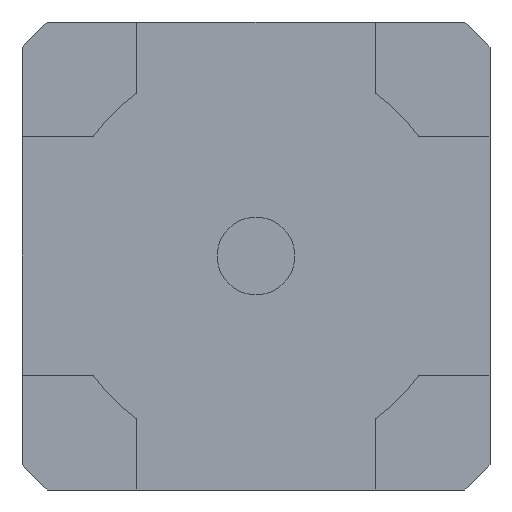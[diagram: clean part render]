
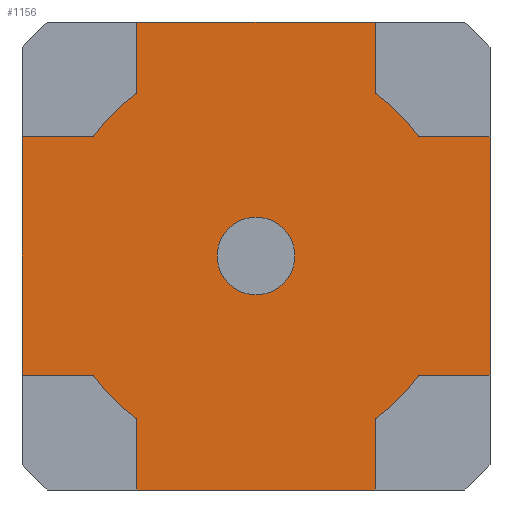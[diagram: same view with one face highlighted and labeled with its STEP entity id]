
A CAD part, left-side view. The second image highlights one B-rep face of the part: STEP entity #1156.
In plain terms, the highlighted planar face has unit normal (-1, 0, 0).
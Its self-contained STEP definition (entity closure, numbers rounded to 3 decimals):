
#111=DIRECTION('',(0.,-1.,0.));
#112=VECTOR('',#111,2.997);
#113=CARTESIAN_POINT('',(-5.613,1.499,2.946));
#114=LINE('',#113,#112);
#119=CARTESIAN_POINT('',(-5.613,0.,0.));
#120=DIRECTION('',(1.,0.,0.));
#121=DIRECTION('',(0.,0.807,0.59));
#122=AXIS2_PLACEMENT_3D('',#119,#120,#121);
#154=DIRECTION('',(0.,1.,0.));
#155=VECTOR('',#154,0.896);
#156=CARTESIAN_POINT('',(-5.613,2.051,1.499));
#157=LINE('',#156,#155);
#158=DIRECTION('',(0.,-1.,0.));
#159=VECTOR('',#158,0.896);
#160=CARTESIAN_POINT('',(-5.613,-2.051,1.499));
#161=LINE('',#160,#159);
#162=DIRECTION('',(0.,0.,-1.));
#163=VECTOR('',#162,0.896);
#164=CARTESIAN_POINT('',(-5.613,-1.499,-2.051));
#165=LINE('',#164,#163);
#166=DIRECTION('',(0.,1.,0.));
#167=VECTOR('',#166,0.896);
#168=CARTESIAN_POINT('',(-5.613,2.051,-1.499));
#169=LINE('',#168,#167);
#170=DIRECTION('',(0.,0.,1.));
#171=VECTOR('',#170,0.896);
#172=CARTESIAN_POINT('',(-5.613,1.499,2.051));
#173=LINE('',#172,#171);
#174=CARTESIAN_POINT('',(-5.613,0.,0.));
#175=DIRECTION('',(-1.,0.,0.));
#176=DIRECTION('',(0.,-1.,0.));
#177=AXIS2_PLACEMENT_3D('',#174,#175,#176);
#179=CARTESIAN_POINT('',(-5.613,0.,0.));
#180=DIRECTION('',(-1.,0.,0.));
#181=DIRECTION('',(0.,1.,0.));
#182=AXIS2_PLACEMENT_3D('',#179,#180,#181);
#188=DIRECTION('',(0.,0.,1.));
#189=VECTOR('',#188,0.896);
#190=CARTESIAN_POINT('',(-5.613,-1.499,2.051));
#191=LINE('',#190,#189);
#192=CARTESIAN_POINT('',(-5.613,0.,0.));
#193=DIRECTION('',(1.,0.,0.));
#194=DIRECTION('',(0.,-0.59,0.807));
#195=AXIS2_PLACEMENT_3D('',#192,#193,#194);
#239=DIRECTION('',(0.,0.,-1.));
#240=VECTOR('',#239,2.997);
#241=CARTESIAN_POINT('',(-5.613,-2.946,1.499));
#242=LINE('',#241,#240);
#263=DIRECTION('',(0.,1.,0.));
#264=VECTOR('',#263,2.997);
#265=CARTESIAN_POINT('',(-5.613,-1.499,-2.946));
#266=LINE('',#265,#264);
#271=CARTESIAN_POINT('',(-5.613,0.,0.));
#272=DIRECTION('',(-1.,0.,0.));
#273=DIRECTION('',(0.,-0.59,-0.807));
#274=AXIS2_PLACEMENT_3D('',#271,#272,#273);
#306=DIRECTION('',(0.,-1.,0.));
#307=VECTOR('',#306,0.896);
#308=CARTESIAN_POINT('',(-5.613,-2.051,-1.499));
#309=LINE('',#308,#307);
#326=DIRECTION('',(0.,0.,1.));
#327=VECTOR('',#326,2.997);
#328=CARTESIAN_POINT('',(-5.613,2.946,-1.499));
#329=LINE('',#328,#327);
#334=CARTESIAN_POINT('',(-5.613,0.,0.));
#335=DIRECTION('',(-1.,0.,0.));
#336=DIRECTION('',(0.,0.807,-0.59));
#337=AXIS2_PLACEMENT_3D('',#334,#335,#336);
#369=DIRECTION('',(0.,0.,-1.));
#370=VECTOR('',#369,0.896);
#371=CARTESIAN_POINT('',(-5.613,1.499,-2.051));
#372=LINE('',#371,#370);
#782=CARTESIAN_POINT('',(-5.613,-1.499,-2.946));
#784=VERTEX_POINT('',#782);
#785=CARTESIAN_POINT('',(-5.613,1.499,-2.946));
#786=VERTEX_POINT('',#785);
#790=CARTESIAN_POINT('',(-5.613,-2.946,1.499));
#792=VERTEX_POINT('',#790);
#793=CARTESIAN_POINT('',(-5.613,-2.946,-1.499));
#794=VERTEX_POINT('',#793);
#798=CARTESIAN_POINT('',(-5.613,1.499,2.946));
#800=VERTEX_POINT('',#798);
#801=CARTESIAN_POINT('',(-5.613,-1.499,2.946));
#802=VERTEX_POINT('',#801);
#806=CARTESIAN_POINT('',(-5.613,2.946,-1.499));
#808=VERTEX_POINT('',#806);
#809=CARTESIAN_POINT('',(-5.613,2.946,1.499));
#810=VERTEX_POINT('',#809);
#829=CARTESIAN_POINT('',(-5.613,-1.499,-2.051));
#830=VERTEX_POINT('',#829);
#831=CARTESIAN_POINT('',(-5.613,1.499,-2.051));
#832=VERTEX_POINT('',#831);
#833=CARTESIAN_POINT('',(-5.613,-2.051,1.499));
#834=VERTEX_POINT('',#833);
#835=CARTESIAN_POINT('',(-5.613,-2.051,-1.499));
#836=VERTEX_POINT('',#835);
#837=CARTESIAN_POINT('',(-5.613,1.499,2.051));
#838=VERTEX_POINT('',#837);
#839=CARTESIAN_POINT('',(-5.613,-1.499,2.051));
#840=VERTEX_POINT('',#839);
#841=CARTESIAN_POINT('',(-5.613,2.051,-1.499));
#842=VERTEX_POINT('',#841);
#843=CARTESIAN_POINT('',(-5.613,2.051,1.499));
#844=VERTEX_POINT('',#843);
#885=CARTESIAN_POINT('',(-5.613,-0.489,0.));
#886=CARTESIAN_POINT('',(-5.613,0.489,0.));
#887=VERTEX_POINT('',#885);
#888=VERTEX_POINT('',#886);
#1115=CARTESIAN_POINT('',(-5.613,-1.499,0.));
#1116=DIRECTION('',(1.,0.,0.));
#1117=DIRECTION('',(0.,1.,0.));
#1118=AXIS2_PLACEMENT_3D('',#1115,#1116,#1117);
#1119=PLANE('',#1118);
#1121=ORIENTED_EDGE('',*,*,#1120,.F.);
#1123=ORIENTED_EDGE('',*,*,#1122,.T.);
#1125=ORIENTED_EDGE('',*,*,#1124,.T.);
#1127=ORIENTED_EDGE('',*,*,#1126,.T.);
#1129=ORIENTED_EDGE('',*,*,#1128,.F.);
#1131=ORIENTED_EDGE('',*,*,#1130,.F.);
#1133=ORIENTED_EDGE('',*,*,#1132,.T.);
#1135=ORIENTED_EDGE('',*,*,#1134,.T.);
#1137=ORIENTED_EDGE('',*,*,#1136,.F.);
#1139=ORIENTED_EDGE('',*,*,#1138,.F.);
#1141=ORIENTED_EDGE('',*,*,#1140,.T.);
#1143=ORIENTED_EDGE('',*,*,#1142,.T.);
#1144=ORIENTED_EDGE('',*,*,#1107,.F.);
#1145=ORIENTED_EDGE('',*,*,#1077,.T.);
#1146=ORIENTED_EDGE('',*,*,#1064,.T.);
#1147=ORIENTED_EDGE('',*,*,#1049,.T.);
#1148=EDGE_LOOP('',(#1121,#1123,#1125,#1127,#1129,#1131,#1133,#1135,#1137,#1139,
#1141,#1143,#1144,#1145,#1146,#1147));
#1149=FACE_OUTER_BOUND('',#1148,.F.);
#1151=ORIENTED_EDGE('',*,*,#1150,.T.);
#1153=ORIENTED_EDGE('',*,*,#1152,.T.);
#1154=EDGE_LOOP('',(#1151,#1153));
#1155=FACE_BOUND('',#1154,.F.);
#1156=ADVANCED_FACE('',(#1149,#1155),#1119,.F.);
#123=CIRCLE('',#122,2.54);
#178=CIRCLE('',#177,0.489);
#183=CIRCLE('',#182,0.489);
#196=CIRCLE('',#195,2.54);
#275=CIRCLE('',#274,2.54);
#338=CIRCLE('',#337,2.54);
#1049=EDGE_CURVE('',#800,#802,#114,.T.);
#1064=EDGE_CURVE('',#838,#800,#173,.T.);
#1077=EDGE_CURVE('',#844,#838,#123,.T.);
#1107=EDGE_CURVE('',#844,#810,#157,.T.);
#1120=EDGE_CURVE('',#840,#802,#191,.T.);
#1122=EDGE_CURVE('',#840,#834,#196,.T.);
#1124=EDGE_CURVE('',#834,#792,#161,.T.);
#1126=EDGE_CURVE('',#792,#794,#242,.T.);
#1128=EDGE_CURVE('',#836,#794,#309,.T.);
#1130=EDGE_CURVE('',#830,#836,#275,.T.);
#1132=EDGE_CURVE('',#830,#784,#165,.T.);
#1134=EDGE_CURVE('',#784,#786,#266,.T.);
#1136=EDGE_CURVE('',#832,#786,#372,.T.);
#1138=EDGE_CURVE('',#842,#832,#338,.T.);
#1140=EDGE_CURVE('',#842,#808,#169,.T.);
#1142=EDGE_CURVE('',#808,#810,#329,.T.);
#1150=EDGE_CURVE('',#887,#888,#178,.T.);
#1152=EDGE_CURVE('',#888,#887,#183,.T.);
